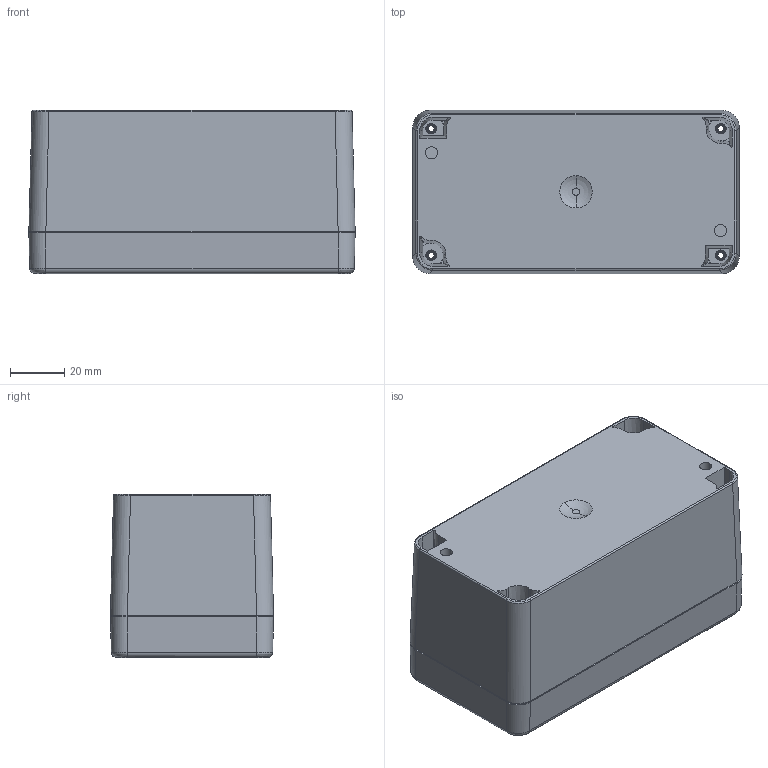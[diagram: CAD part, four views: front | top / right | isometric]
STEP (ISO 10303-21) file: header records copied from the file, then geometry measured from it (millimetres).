
FILE_DESCRIPTION (( 'STEP AP203' ), '1' );
FILE_NAME ('ZP120.60.60.STEP', '2024-11-15T12:03:36', ( '' ), ( '' ), 'SwSTEP 2.0', 'SolidWorks 2015', '' );
FILE_SCHEMA (( 'CONFIG_CONTROL_DESIGN' ));
Length unit declared in the file: millimetre
Products named in the file (5): ZPC120.60.15; Sleeve; Tulejka M3; ZP120.60.60; ZPB120.60.45
Assembly tree (10 placements, depth 2):
  ZP120.60.60
    ZPB120.60.45
    ZPC120.60.15
    Sleeve  x4
    Tulejka M3  x4
Bounding box: 119.99 x 60 x 60 mm (x, y, z)
Volume: 113383.8 mm3; surface area: 82694.4 mm2
Topology: 10 solids, 10 shells, 2771 faces, 5899 edges, 3236 vertices
Faces by surface type: plane 1754, cone 576, bspline 225, cylinder 208, torus 8
Entity records: 46317 total; most frequent: CARTESIAN_POINT 20766, ORIENTED_EDGE 5564, DIRECTION 4434, EDGE_CURVE 2782, VERTEX_POINT 1664, AXIS2_PLACEMENT_3D 1613, EDGE_LOOP 1308, VECTOR 1208
